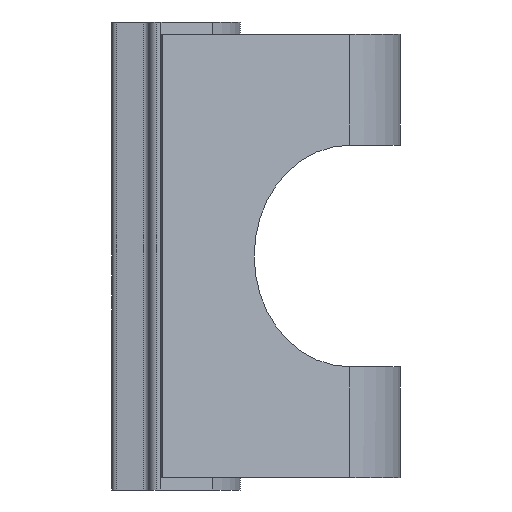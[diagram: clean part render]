
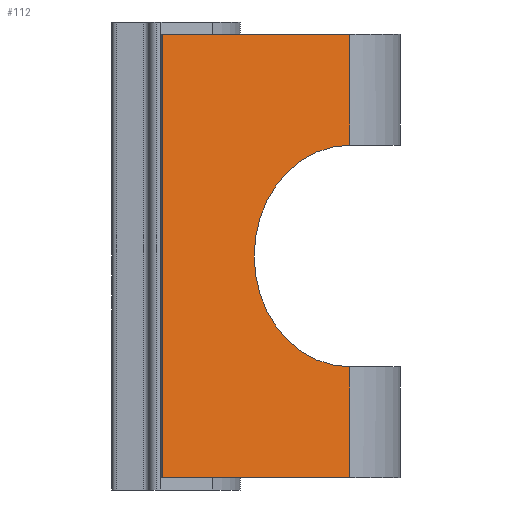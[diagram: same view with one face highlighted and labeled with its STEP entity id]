
A CAD part, left-side view. The second image highlights one B-rep face of the part: STEP entity #112.
In plain terms, the highlighted planar face has unit normal (-0.866, -0.5, 0).
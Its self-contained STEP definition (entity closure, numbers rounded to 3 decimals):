
#112=ADVANCED_FACE('',(#201),#202,.F.);
#201=FACE_OUTER_BOUND('',#302,.T.);
#202=PLANE('',#303);
#302=EDGE_LOOP('',(#656,#657,#658,#659,#660,#661,#662));
#303=AXIS2_PLACEMENT_3D('',#663,#664,#665);
#656=ORIENTED_EDGE('',*,*,#884,.F.);
#657=ORIENTED_EDGE('',*,*,#885,.F.);
#658=ORIENTED_EDGE('',*,*,#769,.F.);
#659=ORIENTED_EDGE('',*,*,#791,.F.);
#660=ORIENTED_EDGE('',*,*,#886,.F.);
#661=ORIENTED_EDGE('',*,*,#882,.T.);
#662=ORIENTED_EDGE('',*,*,#887,.T.);
#663=CARTESIAN_POINT('',(-7.019,-2.04,9.0));
#664=DIRECTION('',(0.866,0.5,0.0));
#665=DIRECTION('',(0.0,-0.0,-1.0));
#769=EDGE_CURVE('',#916,#908,#918,.T.);
#791=EDGE_CURVE('',#960,#916,#962,.T.);
#882=EDGE_CURVE('',#1106,#1104,#1107,.T.);
#884=EDGE_CURVE('',#1109,#1110,#1111,.T.);
#885=EDGE_CURVE('',#908,#1109,#1112,.T.);
#886=EDGE_CURVE('',#1106,#960,#1113,.T.);
#887=EDGE_CURVE('',#1104,#1110,#1114,.T.);
#908=VERTEX_POINT('',#1145);
#916=VERTEX_POINT('',#1158);
#918=CIRCLE('',#1163,4.5);
#960=VERTEX_POINT('',#1249);
#962=LINE('',#1251,#1252);
#1104=VERTEX_POINT('',#1503);
#1106=VERTEX_POINT('',#1506);
#1107=LINE('',#1507,#1508);
#1109=VERTEX_POINT('',#1511);
#1110=VERTEX_POINT('',#1512);
#1111=LINE('',#1513,#1514);
#1112=CIRCLE('',#1515,4.5);
#1113=LINE('',#1516,#1517);
#1114=LINE('',#1518,#1519);
#1145=CARTESIAN_POINT('',(-4.864,-5.773,0.));
#1158=CARTESIAN_POINT('',(-2.625,-9.65,4.5));
#1163=AXIS2_PLACEMENT_3D('',#1605,#1606,#1607);
#1249=CARTESIAN_POINT('',(-2.625,-9.65,9.0));
#1251=CARTESIAN_POINT('',(-2.625,-9.65,9.0));
#1252=VECTOR('',#1638,1000.0);
#1503=CARTESIAN_POINT('',(-7.019,-2.04,-9.0));
#1506=CARTESIAN_POINT('',(-7.019,-2.04,9.0));
#1507=CARTESIAN_POINT('',(-7.019,-2.04,9.0));
#1508=VECTOR('',#1774,1000.0);
#1511=CARTESIAN_POINT('',(-2.625,-9.65,-4.5));
#1512=CARTESIAN_POINT('',(-2.625,-9.65,-9.0));
#1513=CARTESIAN_POINT('',(-2.625,-9.65,9.0));
#1514=VECTOR('',#1776,1000.0);
#1515=AXIS2_PLACEMENT_3D('',#1777,#1778,#1779);
#1516=CARTESIAN_POINT('',(-7.019,-2.04,9.0));
#1517=VECTOR('',#1780,1000.0);
#1518=CARTESIAN_POINT('',(-7.019,-2.04,-9.0));
#1519=VECTOR('',#1781,1000.0);
#1605=CARTESIAN_POINT('',(-2.614,-9.67,0.));
#1606=DIRECTION('',(-0.866,-0.5,0.0));
#1607=DIRECTION('',(0.5,-0.866,0.0));
#1638=DIRECTION('',(-0.0,-0.0,-1.0));
#1774=DIRECTION('',(-0.0,-0.0,-1.0));
#1776=DIRECTION('',(-0.0,-0.0,-1.0));
#1777=CARTESIAN_POINT('',(-2.614,-9.67,0.));
#1778=DIRECTION('',(-0.866,-0.5,0.0));
#1779=DIRECTION('',(0.5,-0.866,0.0));
#1780=DIRECTION('',(0.5,-0.866,0.0));
#1781=DIRECTION('',(0.5,-0.866,0.0));
